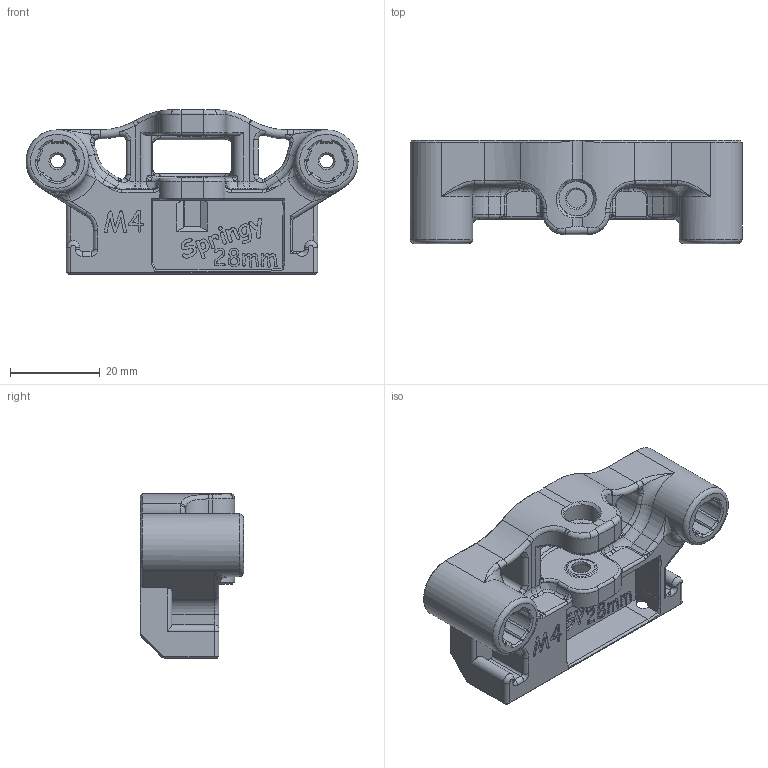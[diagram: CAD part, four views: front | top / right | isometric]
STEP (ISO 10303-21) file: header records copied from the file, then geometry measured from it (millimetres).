
FILE_DESCRIPTION(/* description */ (''),/* implementation_level */ '2;1');
FILE_NAME(/* name */ 'LinearAxisIdler_Block_M4.step',/* time_stamp */ '2024-08-11T09:32:09-04:00',/* author */ (''),/* organization */ (''),/* preprocessor_version */ 'ST-DEVELOPER v20',/* originating_system */ 'Autodesk Translation Framework v13.14.0.145',/* authorisation */ '');
FILE_SCHEMA (('AUTOMOTIVE_DESIGN { 1 0 10303 214 3 1 1 }'));
Products named in the file (1): LinearAxisIdler_Block_M4
Bounding box: 74 x 23 x 36.7 mm (x, y, z)
Volume: 24473.7 mm3; surface area: 11496.7 mm2
Topology: 1 solids, 1 shells, 1195 faces, 3163 edges, 1970 vertices
Faces by surface type: bspline 607, plane 339, cylinder 136, torus 57, cone 56
Full cylindrical faces by diameter (mm): 3 x2, 4.2 x2, 7.7 x1, 14 x2
Entity records: 50035 total; most frequent: CARTESIAN_POINT 24758, ORIENTED_EDGE 6264, DIRECTION 3458, EDGE_CURVE 3132, VERTEX_POINT 1970, LINE 1374, VECTOR 1374, B_SPLINE_CURVE_WITH_KNOTS 1303
